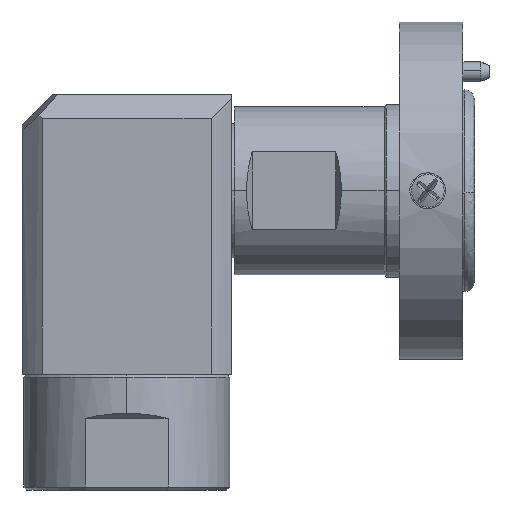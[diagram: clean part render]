
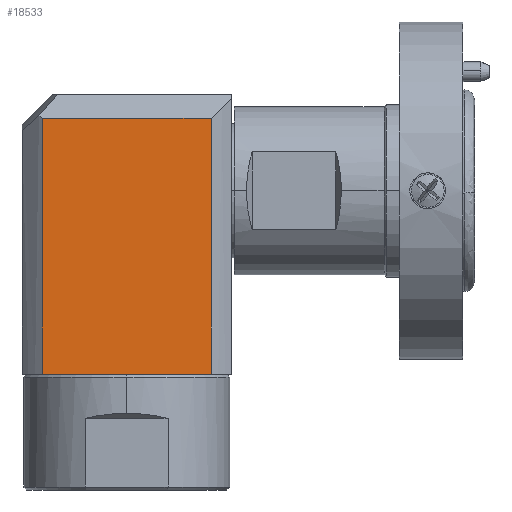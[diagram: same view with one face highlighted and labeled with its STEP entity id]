
A CAD part, front view. The second image highlights one B-rep face of the part: STEP entity #18533.
In plain terms, the highlighted planar face has unit normal (0, -1, 0).
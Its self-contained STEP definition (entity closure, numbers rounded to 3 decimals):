
#435 = LINE ( 'NONE', #25803, #33303 ) ;
#1255 = LINE ( 'NONE', #35747, #18179 ) ;
#1810 = EDGE_CURVE ( 'NONE', #23785, #38267, #17351, .T. ) ;
#2844 = CARTESIAN_POINT ( 'NONE',  ( 5.042, -17.5, 12.1 ) ) ;
#4393 = FACE_OUTER_BOUND ( 'NONE', #10351, .T. ) ;
#8424 = DIRECTION ( 'NONE',  ( 0., 0., 1. ) ) ;
#8444 = EDGE_CURVE ( 'NONE', #27009, #23785, #435, .T. ) ;
#8577 = ORIENTED_EDGE ( 'NONE', *, *, #36384, .F. ) ;
#8698 = DIRECTION ( 'NONE',  ( 0., 0., 1. ) ) ;
#10003 = ORIENTED_EDGE ( 'NONE', *, *, #10078, .F. ) ;
#10078 = EDGE_CURVE ( 'NONE', #27009, #11021, #1255, .T. ) ;
#10351 = EDGE_LOOP ( 'NONE', ( #8577, #10003, #29966, #16084 ) ) ;
#10992 = VECTOR ( 'NONE', #8424, 1000. ) ;
#11021 = VERTEX_POINT ( 'NONE', #35799 ) ;
#16084 = ORIENTED_EDGE ( 'NONE', *, *, #1810, .T. ) ;
#17351 = LINE ( 'NONE', #32958, #19840 ) ;
#18008 = CARTESIAN_POINT ( 'NONE',  ( -26.6, -17.5, -30.8 ) ) ;
#18179 = VECTOR ( 'NONE', #19615, 1000. ) ;
#18533 = ADVANCED_FACE ( 'NONE', ( #4393 ), #27771, .T. ) ;
#19615 = DIRECTION ( 'NONE',  ( -1., 0., 0. ) ) ;
#19840 = VECTOR ( 'NONE', #29611, 1000. ) ;
#20649 = CARTESIAN_POINT ( 'NONE',  ( -23.242, -17.5, 12.1 ) ) ;
#22735 = DIRECTION ( 'NONE',  ( 0., 0., 1. ) ) ;
#23785 = VERTEX_POINT ( 'NONE', #2844 ) ;
#25803 = CARTESIAN_POINT ( 'NONE',  ( 5.042, -17.5, -30.8 ) ) ;
#27009 = VERTEX_POINT ( 'NONE', #37028 ) ;
#27771 = PLANE ( 'NONE',  #27992 ) ;
#27992 = AXIS2_PLACEMENT_3D ( 'NONE', #18008, #31129, #8698 ) ;
#29611 = DIRECTION ( 'NONE',  ( -1., 0., 0. ) ) ;
#29966 = ORIENTED_EDGE ( 'NONE', *, *, #8444, .T. ) ;
#31129 = DIRECTION ( 'NONE',  ( 0., -1., 0. ) ) ;
#32958 = CARTESIAN_POINT ( 'NONE',  ( -26.6, -17.5, 12.1 ) ) ;
#33303 = VECTOR ( 'NONE', #22735, 1000. ) ;
#35747 = CARTESIAN_POINT ( 'NONE',  ( 7.4, -17.5, -30.7 ) ) ;
#35799 = CARTESIAN_POINT ( 'NONE',  ( -23.242, -17.5, -30.7 ) ) ;
#36384 = EDGE_CURVE ( 'NONE', #11021, #38267, #40875, .T. ) ;
#37028 = CARTESIAN_POINT ( 'NONE',  ( 5.042, -17.5, -30.7 ) ) ;
#38267 = VERTEX_POINT ( 'NONE', #20649 ) ;
#40425 = CARTESIAN_POINT ( 'NONE',  ( -23.242, -17.5, -30.7 ) ) ;
#40875 = LINE ( 'NONE', #40425, #10992 ) ;
